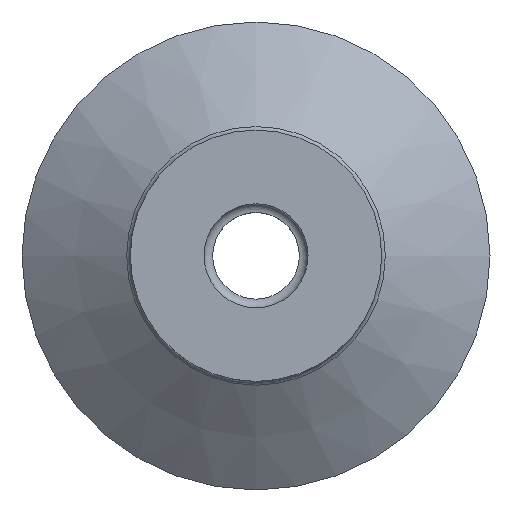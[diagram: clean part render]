
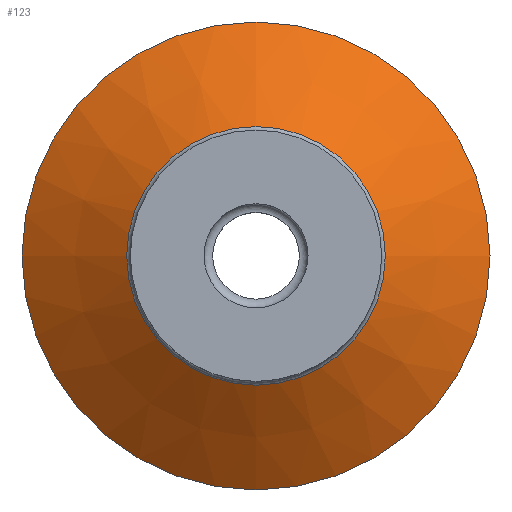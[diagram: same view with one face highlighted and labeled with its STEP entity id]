
A CAD part, top view. The second image highlights one B-rep face of the part: STEP entity #123.
In plain terms, the highlighted conical face has half-angle 54.583 degrees and reference radius 13.5 mm.
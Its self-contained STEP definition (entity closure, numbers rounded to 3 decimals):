
#123 = ADVANCED_FACE( '', ( #239, #240 ), #241, .T. );
#239 = FACE_BOUND( '', #360, .T. );
#240 = FACE_OUTER_BOUND( '', #361, .T. );
#241 = CONICAL_SURFACE( '', #362, 13.5, 0.953 );
#360 = EDGE_LOOP( '', ( #683 ) );
#361 = EDGE_LOOP( '', ( #684 ) );
#362 = AXIS2_PLACEMENT_3D( '', #685, #686, #687 );
#683 = ORIENTED_EDGE( '', *, *, #782, .T. );
#684 = ORIENTED_EDGE( '', *, *, #791, .F. );
#685 = CARTESIAN_POINT( '', ( 0., 0., 0.3 ) );
#686 = DIRECTION( '', ( 0., 0., -1. ) );
#687 = DIRECTION( '', ( -1., 0., 0. ) );
#782 = EDGE_CURVE( '', #942, #942, #943, .T. );
#791 = EDGE_CURVE( '', #960, #960, #961, .T. );
#942 = VERTEX_POINT( '', #1312 );
#943 = CIRCLE( '', #1313, 7.46 );
#960 = VERTEX_POINT( '', #1330 );
#961 = CIRCLE( '', #1331, 13.5 );
#1312 = CARTESIAN_POINT( '', ( -7.46, 0., 4.595 ) );
#1313 = AXIS2_PLACEMENT_3D( '', #1435, #1436, #1437 );
#1330 = CARTESIAN_POINT( '', ( -13.5, 0., 0.3 ) );
#1331 = AXIS2_PLACEMENT_3D( '', #1462, #1463, #1464 );
#1435 = CARTESIAN_POINT( '', ( 0., 0., 4.595 ) );
#1436 = DIRECTION( '', ( 0., 0., -1. ) );
#1437 = DIRECTION( '', ( -1., 0., 0. ) );
#1462 = CARTESIAN_POINT( '', ( 0., 0., 0.3 ) );
#1463 = DIRECTION( '', ( 0., 0., -1. ) );
#1464 = DIRECTION( '', ( -1., 0., 0. ) );
